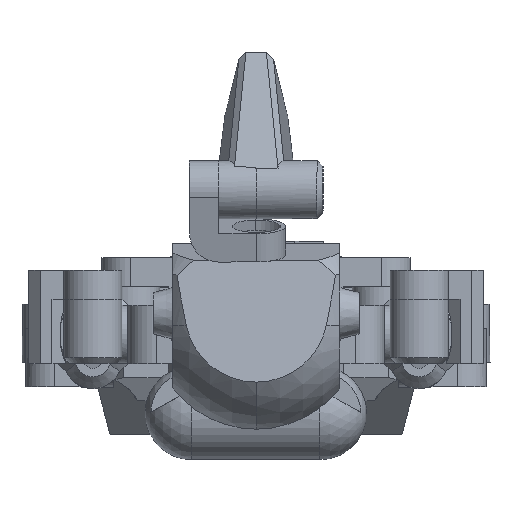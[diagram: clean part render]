
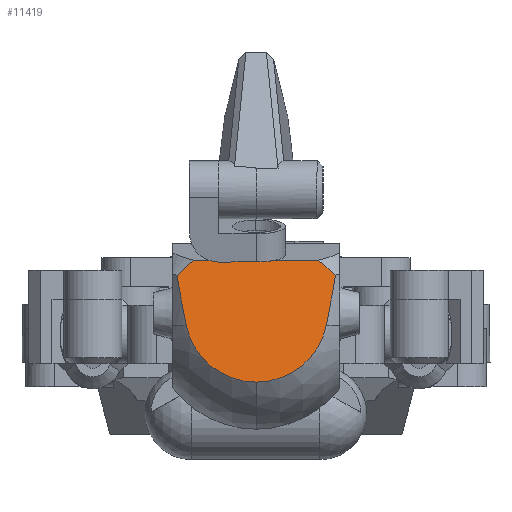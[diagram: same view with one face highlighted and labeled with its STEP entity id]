
A CAD part, top view. The second image highlights one B-rep face of the part: STEP entity #11419.
In plain terms, the highlighted planar face has unit normal (0, 0.174, 0.985).
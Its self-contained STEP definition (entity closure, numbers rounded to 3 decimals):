
#85=B_SPLINE_CURVE_WITH_KNOTS('',3,(#17283,#17284,#17285,#17286,#17287,
#17288,#17289,#17290,#17291,#17292),.UNSPECIFIED.,.F.,.F.,(4,3,3,4),(-0.223,
-0.158,-0.082,-0.038),
 .UNSPECIFIED.);
#86=B_SPLINE_CURVE_WITH_KNOTS('',3,(#17296,#17297,#17298,#17299,#17300,
#17301,#17302,#17303,#17304,#17305),.UNSPECIFIED.,.F.,.F.,(4,3,3,4),(-2.302,
-2.209,-2.108,-2.049),.UNSPECIFIED.);
#178=ELLIPSE('',#12262,52.981,9.2);
#179=ELLIPSE('',#12264,52.981,9.2);
#577=PLANE('',#12263);
#1182=FACE_OUTER_BOUND('',#1854,.T.);
#1854=EDGE_LOOP('',(#8293,#8294,#8295,#8296,#8297,#8298,#8299));
#2656=LINE('',#16957,#3686);
#3686=VECTOR('',#13554,10.);
#4693=CIRCLE('',#12259,6.146);
#4695=CIRCLE('',#12265,6.146);
#5148=VERTEX_POINT('',#16955);
#5149=VERTEX_POINT('',#16956);
#5217=VERTEX_POINT('',#17269);
#5218=VERTEX_POINT('',#17271);
#5219=VERTEX_POINT('',#17275);
#5220=VERTEX_POINT('',#17282);
#5221=VERTEX_POINT('',#17293);
#6306=EDGE_CURVE('',#5148,#5149,#2656,.T.);
#6401=EDGE_CURVE('',#5218,#5217,#4693,.F.);
#6403=EDGE_CURVE('',#5217,#5219,#178,.F.);
#6405=EDGE_CURVE('',#5220,#5149,#85,.F.);
#6406=EDGE_CURVE('',#5221,#5220,#179,.T.);
#6407=EDGE_CURVE('',#5218,#5221,#4695,.T.);
#6408=EDGE_CURVE('',#5219,#5148,#86,.T.);
#8293=ORIENTED_EDGE('',*,*,#6306,.T.);
#8294=ORIENTED_EDGE('',*,*,#6405,.F.);
#8295=ORIENTED_EDGE('',*,*,#6406,.F.);
#8296=ORIENTED_EDGE('',*,*,#6407,.F.);
#8297=ORIENTED_EDGE('',*,*,#6401,.T.);
#8298=ORIENTED_EDGE('',*,*,#6403,.T.);
#8299=ORIENTED_EDGE('',*,*,#6408,.T.);
#11419=ADVANCED_FACE('',(#1182),#577,.F.);
#12259=AXIS2_PLACEMENT_3D('',#17272,#13711,#13712);
#12262=AXIS2_PLACEMENT_3D('',#17276,#13717,#13718);
#12263=AXIS2_PLACEMENT_3D('',#17281,#13719,#13720);
#12264=AXIS2_PLACEMENT_3D('',#17294,#13721,#13722);
#12265=AXIS2_PLACEMENT_3D('',#17295,#13723,#13724);
#13554=DIRECTION('',(-1.,0.,0.));
#13711=DIRECTION('center_axis',(0.,-0.174,
-0.985));
#13712=DIRECTION('ref_axis',(0.,-0.985,0.174));
#13717=DIRECTION('center_axis',(0.,-0.174,
-0.985));
#13718=DIRECTION('ref_axis',(0.,-0.985,0.174));
#13719=DIRECTION('center_axis',(0.,-0.174,
-0.985));
#13720=DIRECTION('ref_axis',(-1.,0.,0.));
#13721=DIRECTION('center_axis',(0.,-0.174,
-0.985));
#13722=DIRECTION('ref_axis',(0.,-0.985,0.174));
#13723=DIRECTION('center_axis',(0.,-0.174,
-0.985));
#13724=DIRECTION('ref_axis',(0.,-0.985,0.174));
#16955=CARTESIAN_POINT('',(5.348,3.708,35.79));
#16956=CARTESIAN_POINT('',(-5.348,3.708,35.79));
#16957=CARTESIAN_POINT('',(0.018,3.708,35.79));
#17269=CARTESIAN_POINT('',(6.008,-1.894,36.778));
#17271=CARTESIAN_POINT('',(0.,-6.757,37.636));
#17272=CARTESIAN_POINT('Origin',(-0.018,-0.705,
36.568));
#17275=CARTESIAN_POINT('',(6.788,2.425,36.017));
#17276=CARTESIAN_POINT('Origin',(-0.018,37.533,29.826));
#17281=CARTESIAN_POINT('Origin',(0.018,-6.075,37.515));
#17282=CARTESIAN_POINT('',(-6.788,2.425,36.017));
#17283=CARTESIAN_POINT('Ctrl Pts',(-5.348,3.708,35.79));
#17284=CARTESIAN_POINT('Ctrl Pts',(-5.52,3.561,35.816));
#17285=CARTESIAN_POINT('Ctrl Pts',(-5.692,3.411,35.843));
#17286=CARTESIAN_POINT('Ctrl Pts',(-5.863,3.26,35.869));
#17287=CARTESIAN_POINT('Ctrl Pts',(-6.062,3.084,35.9));
#17288=CARTESIAN_POINT('Ctrl Pts',(-6.26,2.907,35.932));
#17289=CARTESIAN_POINT('Ctrl Pts',(-6.454,2.73,35.963));
#17290=CARTESIAN_POINT('Ctrl Pts',(-6.567,2.628,35.981));
#17291=CARTESIAN_POINT('Ctrl Pts',(-6.678,2.526,35.999));
#17292=CARTESIAN_POINT('Ctrl Pts',(-6.788,2.425,36.017));
#17293=CARTESIAN_POINT('',(-6.008,-1.894,36.778));
#17294=CARTESIAN_POINT('Origin',(0.018,37.533,29.826));
#17295=CARTESIAN_POINT('Origin',(0.018,-0.705,36.568));
#17296=CARTESIAN_POINT('Ctrl Pts',(6.788,2.425,36.017));
#17297=CARTESIAN_POINT('Ctrl Pts',(6.619,2.58,35.989));
#17298=CARTESIAN_POINT('Ctrl Pts',(6.446,2.738,35.961));
#17299=CARTESIAN_POINT('Ctrl Pts',(6.271,2.896,35.933));
#17300=CARTESIAN_POINT('Ctrl Pts',(6.079,3.069,35.903));
#17301=CARTESIAN_POINT('Ctrl Pts',(5.885,3.242,35.873));
#17302=CARTESIAN_POINT('Ctrl Pts',(5.69,3.412,35.842));
#17303=CARTESIAN_POINT('Ctrl Pts',(5.576,3.512,35.825));
#17304=CARTESIAN_POINT('Ctrl Pts',(5.462,3.61,35.807));
#17305=CARTESIAN_POINT('Ctrl Pts',(5.348,3.708,35.79));
